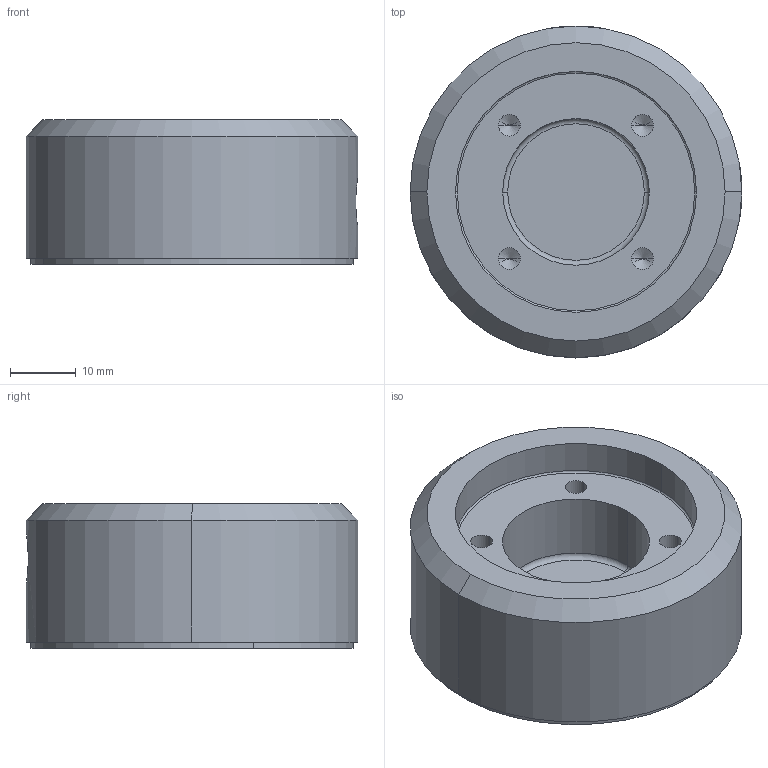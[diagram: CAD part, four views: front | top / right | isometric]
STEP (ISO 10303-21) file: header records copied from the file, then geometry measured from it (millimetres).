
FILE_DESCRIPTION (( 'STEP AP203' ), '1' );
FILE_NAME ('S205001.STEP', '2015-10-08T18:07:44', ( '' ), ( '' ), 'SwSTEP 2.0', 'SolidWorks 2015', '' );
FILE_SCHEMA (( 'CONFIG_CONTROL_DESIGN' ));
Length unit declared in the file: inch
Products named in the file (1): S205001
Bounding box: 50.29 x 50.29 x 21.97 mm (x, y, z)
Volume: 30801.2 mm3; surface area: 9474.7 mm2
Topology: 1 solids, 1 shells, 62 faces, 144 edges, 83 vertices
Faces by surface type: cylinder 34, cone 14, plane 10, torus 4
Entity records: 1949 total; most frequent: CARTESIAN_POINT 488, DIRECTION 312, ORIENTED_EDGE 264, EDGE_CURVE 132, AXIS2_PLACEMENT_3D 131, VERTEX_POINT 83, EDGE_LOOP 75, CIRCLE 68
